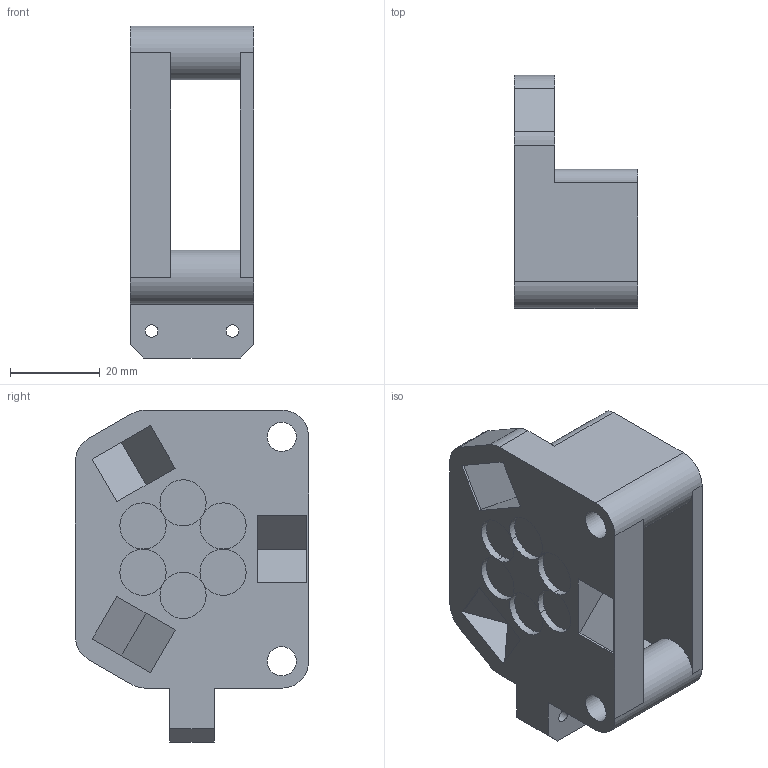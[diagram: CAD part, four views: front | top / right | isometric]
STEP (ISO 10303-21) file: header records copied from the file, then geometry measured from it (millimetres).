
FILE_DESCRIPTION(/* description */ (''),/* implementation_level */ '2;1');
FILE_NAME(/* name */ 'MagToolChanger_Tool.stp',/* time_stamp */ '2022-12-13T20:10:27+01:00',/* author */ ('remop'),/* organization */ (''),/* preprocessor_version */ 'ST-DEVELOPER v19.2',/* originating_system */ 'Autodesk Inventor 2023',/* authorisation */ '');
FILE_SCHEMA (('AUTOMOTIVE_DESIGN { 1 0 10303 214 3 1 1 }'));
Length unit declared in the file: millimetre
Products named in the file (1): MagToolChanger_Tool
Bounding box: 27.5 x 52 x 74 mm (x, y, z)
Volume: 40127.7 mm3; surface area: 16740.5 mm2
Topology: 1 solids, 1 shells, 77 faces, 187 edges, 112 vertices
Faces by surface type: plane 48, cylinder 27, cone 2
Full cylindrical faces by diameter (mm): 2.8 x2, 3.5 x4, 6.5 x2
Entity records: 2292 total; most frequent: DIRECTION 403, CARTESIAN_POINT 377, ORIENTED_EDGE 374, EDGE_CURVE 187, AXIS2_PLACEMENT_3D 138, LINE 127, VECTOR 127, VERTEX_POINT 112
